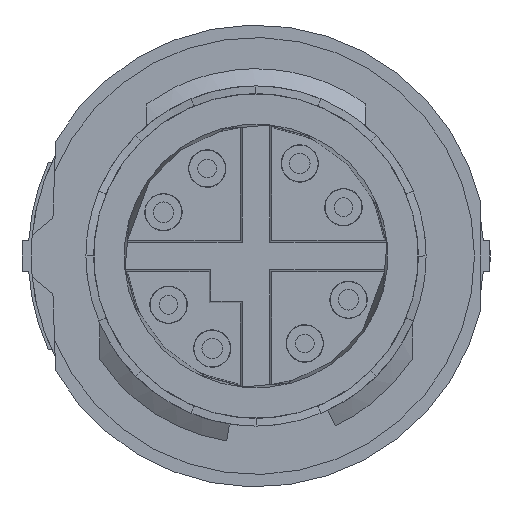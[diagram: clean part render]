
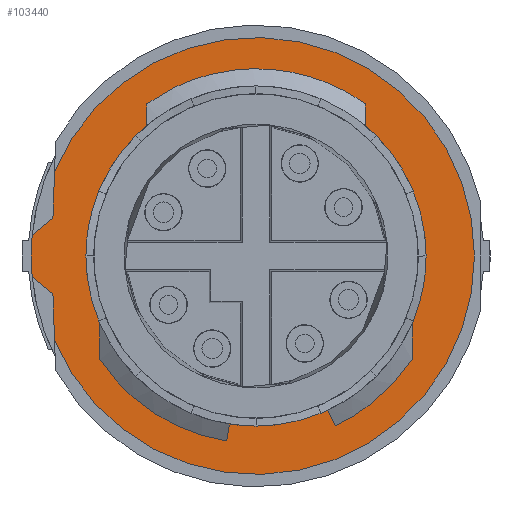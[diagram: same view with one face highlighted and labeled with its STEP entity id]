
A CAD part, left-side view. The second image highlights one B-rep face of the part: STEP entity #103440.
In plain terms, the highlighted planar face has unit normal (-1, 0, 0).
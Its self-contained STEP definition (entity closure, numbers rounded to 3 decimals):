
#100300=CARTESIAN_POINT('',(-37.678,7.2,
0.));
#100310=VERTEX_POINT('',#100300);
#100340=CARTESIAN_POINT('',(-37.678,0.,
0.));
#100350=DIRECTION('',(1.,0.,0.));
#100360=DIRECTION('',(0.,1.,0.));
#100370=AXIS2_PLACEMENT_3D('',#100340,#100350,#100360);
#100380=CIRCLE('',#100370,7.2);
#100390=CARTESIAN_POINT('',(-37.678,7.168,
-0.675));
#100400=VERTEX_POINT('',#100390);
#100410=EDGE_CURVE('',#100400,#100310,#100380,.T.);
#101300=CARTESIAN_POINT('',(-37.678,-6.975,
-12.128));
#101310=DIRECTION('',(0.,0.777,
0.629));
#101320=VECTOR('',#101310,1.);
#101330=LINE('',#101300,#101320);
#101340=CARTESIAN_POINT('',(-37.678,6.507,
-1.21));
#101350=VERTEX_POINT('',#101340);
#101360=EDGE_CURVE('',#101350,#100400,#101330,.T.);
#101630=CARTESIAN_POINT('',(-37.678,6.55,
0.));
#101640=DIRECTION('',(0.,0.035,
0.999));
#101650=VECTOR('',#101640,1.);
#101660=LINE('',#101630,#101650);
#101670=CARTESIAN_POINT('',(-37.678,6.455,
-2.708));
#101680=VERTEX_POINT('',#101670);
#101690=EDGE_CURVE('',#101680,#101350,#101660,.T.);
#102740=CARTESIAN_POINT('',(-37.678,0.,
0.));
#102750=DIRECTION('',(-1.,0.,0.));
#102760=DIRECTION('',(0.,0.,-1.));
#102770=AXIS2_PLACEMENT_3D('',#102740,#102750,#102760);
#102780=CIRCLE('',#102770,7.);
#102790=CARTESIAN_POINT('',(-37.678,6.455,
2.708));
#102800=VERTEX_POINT('',#102790);
#102810=EDGE_CURVE('',#101680,#102800,#102780,.T.);
#103000=CARTESIAN_POINT('',(-37.678,-6.225,
0.));
#103010=DIRECTION('',(-1.,0.,0.));
#103020=DIRECTION('',(0.,0.,-1.));
#103030=AXIS2_PLACEMENT_3D('',#103000,#103010,#103020);
#103040=PLANE('',#103030);
#103050=CARTESIAN_POINT('',(-37.678,0.,
0.));
#103060=DIRECTION('',(1.,0.,0.));
#103070=DIRECTION('',(0.,0.966,
0.259));
#103080=AXIS2_PLACEMENT_3D('',#103050,#103060,#103070);
#103090=CIRCLE('',#103080,5.45);
#103100=CARTESIAN_POINT('',(-37.678,5.264,
1.411));
#103110=VERTEX_POINT('',#103100);
#103120=CARTESIAN_POINT('',(-37.678,-5.264,
-1.411));
#103130=VERTEX_POINT('',#103120);
#103140=EDGE_CURVE('',#103110,#103130,#103090,.T.);
#103150=ORIENTED_EDGE('',*,*,#103140,.T.);
#103160=EDGE_CURVE('',#103130,#103110,#103090,.T.);
#103170=ORIENTED_EDGE('',*,*,#103160,.T.);
#103180=EDGE_LOOP('',(#103170,#103150));
#103190=FACE_BOUND('',#103180,.T.);
#103200=CARTESIAN_POINT('',(-37.678,-6.975,
12.128));
#103210=DIRECTION('',(0.,-0.777,
0.629));
#103220=VECTOR('',#103210,1.);
#103230=LINE('',#103200,#103220);
#103240=CARTESIAN_POINT('',(-37.678,7.168,
0.675));
#103250=VERTEX_POINT('',#103240);
#103260=CARTESIAN_POINT('',(-37.678,6.507,
1.21));
#103270=VERTEX_POINT('',#103260);
#103280=EDGE_CURVE('',#103250,#103270,#103230,.T.);
#103290=ORIENTED_EDGE('',*,*,#103280,.F.);
#103300=CARTESIAN_POINT('',(-37.678,6.55,
0.));
#103310=DIRECTION('',(0.,-0.035,
0.999));
#103320=VECTOR('',#103310,1.);
#103330=LINE('',#103300,#103320);
#103340=EDGE_CURVE('',#103270,#102800,#103330,.T.);
#103350=ORIENTED_EDGE('',*,*,#103340,.F.);
#103360=ORIENTED_EDGE('',*,*,#102810,.T.);
#103370=ORIENTED_EDGE('',*,*,#101690,.F.);
#103380=ORIENTED_EDGE('',*,*,#101360,.F.);
#103390=ORIENTED_EDGE('',*,*,#100410,.F.);
#103400=EDGE_CURVE('',#100310,#103250,#100380,.T.);
#103410=ORIENTED_EDGE('',*,*,#103400,.F.);
#103420=EDGE_LOOP('',(#103410,#103390,#103380,#103370,#103360,#103350,
#103290));
#103430=FACE_OUTER_BOUND('',#103420,.T.);
#103440=ADVANCED_FACE('',(#103190,#103430),#103040,.T.);
